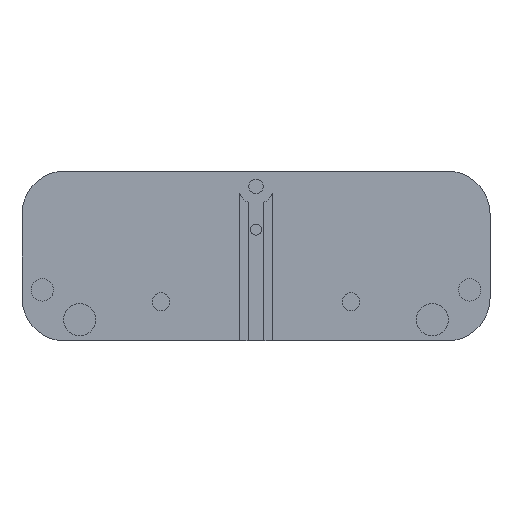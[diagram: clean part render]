
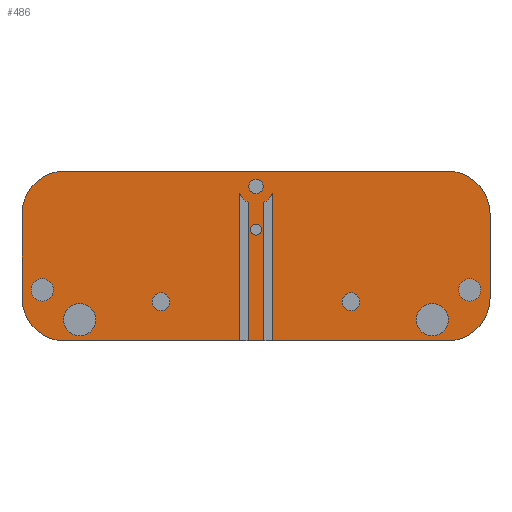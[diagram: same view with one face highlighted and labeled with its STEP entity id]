
A CAD part, top view. The second image highlights one B-rep face of the part: STEP entity #486.
In plain terms, the highlighted planar face has unit normal (0, 0, 1).
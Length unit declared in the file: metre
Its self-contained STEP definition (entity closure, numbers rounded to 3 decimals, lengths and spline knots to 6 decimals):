
#26=LINE('',#764,#62);
#27=LINE('',#766,#63);
#28=LINE('',#768,#64);
#29=LINE('',#772,#65);
#30=LINE('',#774,#66);
#31=LINE('',#778,#67);
#32=LINE('',#782,#68);
#33=LINE('',#786,#69);
#34=LINE('',#790,#70);
#35=LINE('',#792,#71);
#62=VECTOR('',#603,1.);
#63=VECTOR('',#604,1.);
#64=VECTOR('',#605,1.);
#65=VECTOR('',#608,1.);
#66=VECTOR('',#609,1.);
#67=VECTOR('',#612,1.);
#68=VECTOR('',#615,1.);
#69=VECTOR('',#618,1.);
#70=VECTOR('',#621,1.);
#71=VECTOR('',#622,1.);
#98=ORIENTED_EDGE('',*,*,#226,.F.);
#99=ORIENTED_EDGE('',*,*,#227,.T.);
#100=ORIENTED_EDGE('',*,*,#228,.T.);
#101=ORIENTED_EDGE('',*,*,#229,.F.);
#102=ORIENTED_EDGE('',*,*,#230,.F.);
#103=ORIENTED_EDGE('',*,*,#231,.T.);
#104=ORIENTED_EDGE('',*,*,#232,.T.);
#105=ORIENTED_EDGE('',*,*,#233,.F.);
#106=ORIENTED_EDGE('',*,*,#234,.T.);
#107=ORIENTED_EDGE('',*,*,#235,.F.);
#108=ORIENTED_EDGE('',*,*,#236,.T.);
#109=ORIENTED_EDGE('',*,*,#237,.F.);
#110=ORIENTED_EDGE('',*,*,#238,.T.);
#111=ORIENTED_EDGE('',*,*,#239,.F.);
#112=ORIENTED_EDGE('',*,*,#240,.T.);
#113=ORIENTED_EDGE('',*,*,#241,.F.);
#114=ORIENTED_EDGE('',*,*,#242,.T.);
#115=ORIENTED_EDGE('',*,*,#243,.F.);
#116=ORIENTED_EDGE('',*,*,#244,.F.);
#117=ORIENTED_EDGE('',*,*,#245,.F.);
#118=ORIENTED_EDGE('',*,*,#246,.F.);
#119=ORIENTED_EDGE('',*,*,#247,.F.);
#120=ORIENTED_EDGE('',*,*,#248,.F.);
#121=ORIENTED_EDGE('',*,*,#249,.F.);
#226=EDGE_CURVE('',#290,#290,#338,.T.);
#227=EDGE_CURVE('',#291,#292,#339,.T.);
#228=EDGE_CURVE('',#292,#293,#26,.T.);
#229=EDGE_CURVE('',#294,#293,#27,.T.);
#230=EDGE_CURVE('',#295,#294,#28,.T.);
#231=EDGE_CURVE('',#295,#296,#340,.T.);
#232=EDGE_CURVE('',#296,#297,#29,.T.);
#233=EDGE_CURVE('',#298,#297,#30,.T.);
#234=EDGE_CURVE('',#298,#299,#341,.T.);
#235=EDGE_CURVE('',#300,#299,#31,.T.);
#236=EDGE_CURVE('',#300,#301,#342,.T.);
#237=EDGE_CURVE('',#302,#301,#32,.T.);
#238=EDGE_CURVE('',#302,#303,#343,.T.);
#239=EDGE_CURVE('',#304,#303,#33,.T.);
#240=EDGE_CURVE('',#304,#305,#344,.T.);
#241=EDGE_CURVE('',#306,#305,#34,.T.);
#242=EDGE_CURVE('',#306,#291,#35,.T.);
#243=EDGE_CURVE('',#307,#307,#345,.T.);
#244=EDGE_CURVE('',#308,#308,#346,.T.);
#245=EDGE_CURVE('',#309,#309,#347,.T.);
#246=EDGE_CURVE('',#310,#310,#348,.T.);
#247=EDGE_CURVE('',#311,#311,#349,.T.);
#248=EDGE_CURVE('',#312,#312,#350,.T.);
#249=EDGE_CURVE('',#313,#313,#351,.T.);
#290=VERTEX_POINT('',#760);
#291=VERTEX_POINT('',#762);
#292=VERTEX_POINT('',#763);
#293=VERTEX_POINT('',#765);
#294=VERTEX_POINT('',#767);
#295=VERTEX_POINT('',#769);
#296=VERTEX_POINT('',#771);
#297=VERTEX_POINT('',#773);
#298=VERTEX_POINT('',#775);
#299=VERTEX_POINT('',#777);
#300=VERTEX_POINT('',#779);
#301=VERTEX_POINT('',#781);
#302=VERTEX_POINT('',#783);
#303=VERTEX_POINT('',#785);
#304=VERTEX_POINT('',#787);
#305=VERTEX_POINT('',#789);
#306=VERTEX_POINT('',#791);
#307=VERTEX_POINT('',#794);
#308=VERTEX_POINT('',#796);
#309=VERTEX_POINT('',#798);
#310=VERTEX_POINT('',#800);
#311=VERTEX_POINT('',#802);
#312=VERTEX_POINT('',#804);
#313=VERTEX_POINT('',#806);
#338=CIRCLE('',#534,0.0016);
#339=CIRCLE('',#535,0.00525);
#340=CIRCLE('',#536,0.00525);
#341=CIRCLE('',#537,0.0125);
#342=CIRCLE('',#538,0.0125);
#343=CIRCLE('',#539,0.0125);
#344=CIRCLE('',#540,0.0125);
#345=CIRCLE('',#541,0.0021);
#346=CIRCLE('',#542,0.00475);
#347=CIRCLE('',#543,0.00475);
#348=CIRCLE('',#544,0.002625);
#349=CIRCLE('',#545,0.002625);
#350=CIRCLE('',#546,0.0033);
#351=CIRCLE('',#547,0.0033);
#366=EDGE_LOOP('',(#98));
#367=EDGE_LOOP('',(#99,#100,#101,#102,#103,#104,#105,#106,#107,#108,#109,
#110,#111,#112,#113,#114));
#368=EDGE_LOOP('',(#115));
#369=EDGE_LOOP('',(#116));
#370=EDGE_LOOP('',(#117));
#371=EDGE_LOOP('',(#118));
#372=EDGE_LOOP('',(#119));
#373=EDGE_LOOP('',(#120));
#374=EDGE_LOOP('',(#121));
#416=FACE_BOUND('',#366,.T.);
#417=FACE_BOUND('',#367,.T.);
#418=FACE_BOUND('',#368,.T.);
#419=FACE_BOUND('',#369,.T.);
#420=FACE_BOUND('',#370,.T.);
#421=FACE_BOUND('',#371,.T.);
#422=FACE_BOUND('',#372,.T.);
#423=FACE_BOUND('',#373,.T.);
#424=FACE_BOUND('',#374,.T.);
#466=PLANE('',#533);
#486=ADVANCED_FACE('',(#416,#417,#418,#419,#420,#421,#422,#423,#424),#466,
 .T.);
#533=AXIS2_PLACEMENT_3D('',#758,#597,#598);
#534=AXIS2_PLACEMENT_3D('',#759,#599,#600);
#535=AXIS2_PLACEMENT_3D('',#761,#601,#602);
#536=AXIS2_PLACEMENT_3D('',#770,#606,#607);
#537=AXIS2_PLACEMENT_3D('',#776,#610,#611);
#538=AXIS2_PLACEMENT_3D('',#780,#613,#614);
#539=AXIS2_PLACEMENT_3D('',#784,#616,#617);
#540=AXIS2_PLACEMENT_3D('',#788,#619,#620);
#541=AXIS2_PLACEMENT_3D('',#793,#623,#624);
#542=AXIS2_PLACEMENT_3D('',#795,#625,#626);
#543=AXIS2_PLACEMENT_3D('',#797,#627,#628);
#544=AXIS2_PLACEMENT_3D('',#799,#629,#630);
#545=AXIS2_PLACEMENT_3D('',#801,#631,#632);
#546=AXIS2_PLACEMENT_3D('',#803,#633,#634);
#547=AXIS2_PLACEMENT_3D('',#805,#635,#636);
#597=DIRECTION('',(0.,0.,1.));
#598=DIRECTION('',(1.,0.,0.));
#599=DIRECTION('',(0.,0.,1.));
#600=DIRECTION('',(1.,0.,0.));
#601=DIRECTION('',(0.,0.,1.));
#602=DIRECTION('',(1.,0.,0.));
#603=DIRECTION('',(0.,-1.,0.));
#604=DIRECTION('',(-1.,0.,0.));
#605=DIRECTION('',(0.,-1.,0.));
#606=DIRECTION('',(0.,0.,1.));
#607=DIRECTION('',(1.,0.,0.));
#608=DIRECTION('',(0.,-1.,0.));
#609=DIRECTION('',(-1.,0.,0.));
#610=DIRECTION('',(0.,0.,1.));
#611=DIRECTION('',(1.,0.,0.));
#612=DIRECTION('',(0.,-1.,0.));
#613=DIRECTION('',(0.,0.,1.));
#614=DIRECTION('',(1.,0.,0.));
#615=DIRECTION('',(1.,0.,0.));
#616=DIRECTION('',(0.,0.,1.));
#617=DIRECTION('',(1.,0.,0.));
#618=DIRECTION('',(0.,1.,0.));
#619=DIRECTION('',(0.,0.,1.));
#620=DIRECTION('',(1.,0.,0.));
#621=DIRECTION('',(-1.,0.,0.));
#622=DIRECTION('',(0.,1.,0.));
#623=DIRECTION('',(0.,0.,1.));
#624=DIRECTION('',(1.,0.,0.));
#625=DIRECTION('',(0.,0.,1.));
#626=DIRECTION('',(1.,0.,0.));
#627=DIRECTION('',(0.,0.,1.));
#628=DIRECTION('',(1.,0.,0.));
#629=DIRECTION('',(0.,0.,1.));
#630=DIRECTION('',(1.,0.,0.));
#631=DIRECTION('',(0.,0.,1.));
#632=DIRECTION('',(1.,0.,0.));
#633=DIRECTION('',(0.,0.,1.));
#634=DIRECTION('',(1.,0.,0.));
#635=DIRECTION('',(0.,0.,1.));
#636=DIRECTION('',(1.,0.,0.));
#758=CARTESIAN_POINT('',(0.,0.025,0.003));
#759=CARTESIAN_POINT('',(0.,0.03275,0.003));
#760=CARTESIAN_POINT('',(0.0016,0.03275,0.003));
#761=CARTESIAN_POINT('',(0.,0.0455,0.003));
#762=CARTESIAN_POINT('',(-0.004825,0.043431,0.003));
#763=CARTESIAN_POINT('',(-0.002325,0.040793,0.003));
#764=CARTESIAN_POINT('',(-0.002325,0.020396,0.003));
#765=CARTESIAN_POINT('',(-0.002325,0.,0.003));
#766=CARTESIAN_POINT('',(0.,0.,0.003));
#767=CARTESIAN_POINT('',(0.002325,0.,0.003));
#768=CARTESIAN_POINT('',(0.002325,0.020396,0.003));
#769=CARTESIAN_POINT('',(0.002325,0.040793,0.003));
#770=CARTESIAN_POINT('',(0.,0.0455,0.003));
#771=CARTESIAN_POINT('',(0.004825,0.043431,0.003));
#772=CARTESIAN_POINT('',(0.004825,0.021715,0.003));
#773=CARTESIAN_POINT('',(0.004825,0.,0.003));
#774=CARTESIAN_POINT('',(0.,0.,0.003));
#775=CARTESIAN_POINT('',(0.0565,0.,0.003));
#776=CARTESIAN_POINT('',(0.0565,0.0125,0.003));
#777=CARTESIAN_POINT('',(0.069,0.0125,0.003));
#778=CARTESIAN_POINT('',(0.069,0.025,0.003));
#779=CARTESIAN_POINT('',(0.069,0.0375,0.003));
#780=CARTESIAN_POINT('',(0.0565,0.0375,0.003));
#781=CARTESIAN_POINT('',(0.0565,0.05,0.003));
#782=CARTESIAN_POINT('',(0.,0.05,0.003));
#783=CARTESIAN_POINT('',(-0.0565,0.05,0.003));
#784=CARTESIAN_POINT('',(-0.0565,0.0375,0.003));
#785=CARTESIAN_POINT('',(-0.069,0.0375,0.003));
#786=CARTESIAN_POINT('',(-0.069,0.025,0.003));
#787=CARTESIAN_POINT('',(-0.069,0.0125,0.003));
#788=CARTESIAN_POINT('',(-0.0565,0.0125,0.003));
#789=CARTESIAN_POINT('',(-0.0565,0.,0.003));
#790=CARTESIAN_POINT('',(0.,0.,0.003));
#791=CARTESIAN_POINT('',(-0.004825,0.,0.003));
#792=CARTESIAN_POINT('',(-0.004825,0.021715,0.003));
#793=CARTESIAN_POINT('',(0.,0.0455,0.003));
#794=CARTESIAN_POINT('',(0.0021,0.0455,0.003));
#795=CARTESIAN_POINT('',(0.052,0.006195,0.003));
#796=CARTESIAN_POINT('',(0.05675,0.006195,0.003));
#797=CARTESIAN_POINT('',(-0.052,0.006195,0.003));
#798=CARTESIAN_POINT('',(-0.04725,0.006195,0.003));
#799=CARTESIAN_POINT('',(0.028,0.0115,0.003));
#800=CARTESIAN_POINT('',(0.030625,0.0115,0.003));
#801=CARTESIAN_POINT('',(-0.028,0.0115,0.003));
#802=CARTESIAN_POINT('',(-0.025375,0.0115,0.003));
#803=CARTESIAN_POINT('',(0.063,0.015,0.003));
#804=CARTESIAN_POINT('',(0.0663,0.015,0.003));
#805=CARTESIAN_POINT('',(-0.063,0.015,0.003));
#806=CARTESIAN_POINT('',(-0.0597,0.015,0.003));
